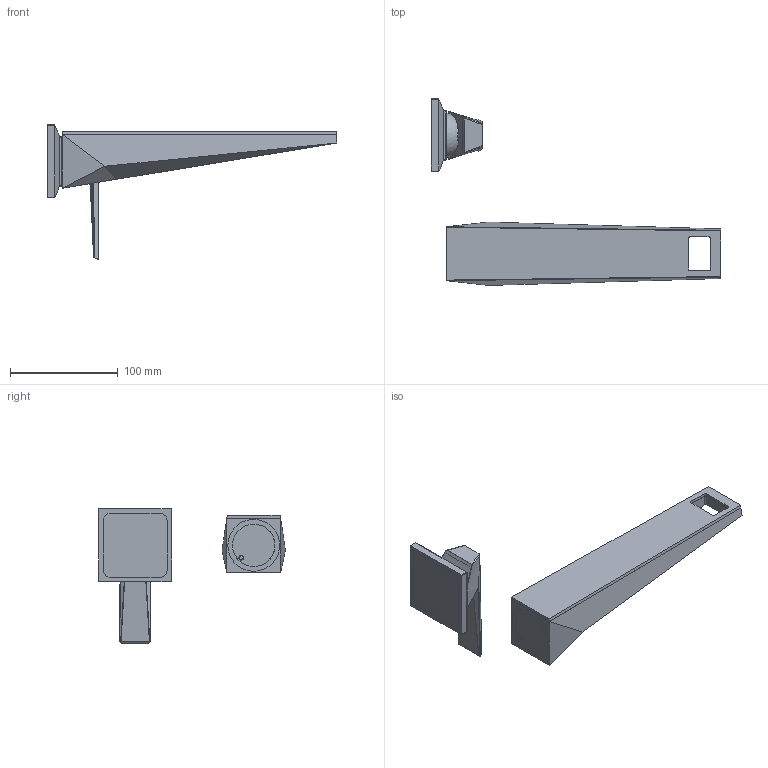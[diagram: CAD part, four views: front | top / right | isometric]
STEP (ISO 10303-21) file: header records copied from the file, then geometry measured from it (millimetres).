
FILE_DESCRIPTION(/* description */ ('Unknown'),/* implementation_level */ '2;1');
FILE_NAME(/* name */ '29519000',/* time_stamp */ '2022-11-05T16:11:30+01:00',/* author */ ('Unknown'),/* organization */ ('GROHE AG'),/* preprocessor_version */ 'ST-DEVELOPER v16.7',/* originating_system */ 'DEX',/* authorisation */ $);
FILE_SCHEMA (('AUTOMOTIVE_DESIGN {1 0 10303 214 3 1 1}'));
Length unit declared in the file: millimetre
Products named in the file (10): 29519000; 418145040_Gehäuse_mi_BODY_WITH_100304687; 418015031_Marmor_Pla_MARBLE_PLA_100299860; 418039038_AUSLAUF_GU_CAST_SPOUT_100301357; 418080040_HEBEL_EHM-_OHM_LEVER_100303124; 418081BN2_PLATTE_Mar_PLATE_Marb_100303123; 418078038_HEBEL_EHM-_OHM_LEVER_100303109; A4229684_DECKEL_COVER_01493138; 402317038_ROSETTE_AB_COVER_ROSE_01514344; A4228946_KAPPE_CAP_01460437
Assembly tree (9 placements, depth 3):
  29519000
    418145040_Gehäuse_mi_BODY_WITH_100304687
      418015031_Marmor_Pla_MARBLE_PLA_100299860
      418039038_AUSLAUF_GU_CAST_SPOUT_100301357
    418080040_HEBEL_EHM-_OHM_LEVER_100303124
      418081BN2_PLATTE_Mar_PLATE_Marb_100303123
      418078038_HEBEL_EHM-_OHM_LEVER_100303109
    A4229684_DECKEL_COVER_01493138
    402317038_ROSETTE_AB_COVER_ROSE_01514344
    A4228946_KAPPE_CAP_01460437
Bounding box: 268.78 x 173.4 x 124.9 mm (x, y, z)
Volume: 423932.2 mm3; surface area: 126855.8 mm2
Topology: 7 solids, 15 shells, 1014 faces, 2456 edges, 1428 vertices
Faces by surface type: cylinder 324, plane 286, bspline 268, torus 73, cone 33, sphere 30
Full cylindrical faces by diameter (mm): 3.8 x1, 4.917 x1, 27.8 x1
Entity records: 37889 total; most frequent: CARTESIAN_POINT 13956, ORIENTED_EDGE 4756, DIRECTION 3875, EDGE_CURVE 2378, AXIS2_PLACEMENT_3D 1513, VERTEX_POINT 1419, FACE_BOUND 1049, EDGE_LOOP 1048
